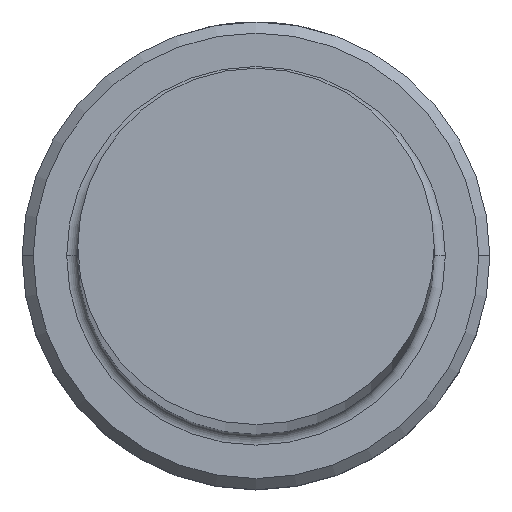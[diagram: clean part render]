
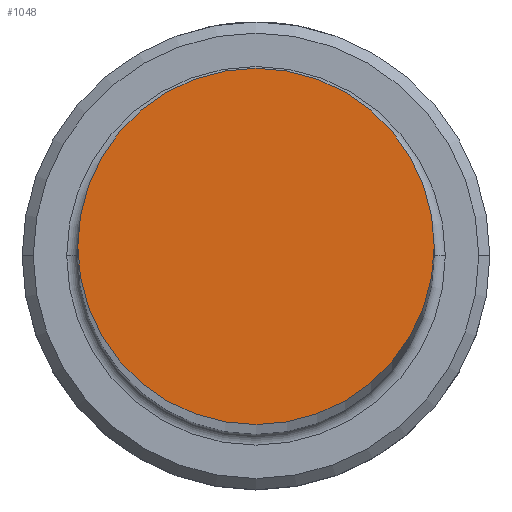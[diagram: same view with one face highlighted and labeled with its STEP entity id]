
A CAD part, top view. The second image highlights one B-rep face of the part: STEP entity #1048.
In plain terms, the highlighted planar face has unit normal (0, 0, 1).
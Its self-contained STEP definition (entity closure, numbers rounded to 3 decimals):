
#136 = AXIS2_PLACEMENT_3D ( 'NONE', #925, #371, #1018 ) ;
#193 = EDGE_LOOP ( 'NONE', ( #682, #503 ) ) ;
#195 = FACE_OUTER_BOUND ( 'NONE', #193, .T. ) ;
#329 = DIRECTION ( 'NONE',  ( 0., 0., 1. ) ) ;
#337 = PLANE ( 'NONE',  #745 ) ;
#371 = DIRECTION ( 'NONE',  ( 0., 0., 1. ) ) ;
#383 = AXIS2_PLACEMENT_3D ( 'NONE', #883, #329, #980 ) ;
#433 = DIRECTION ( 'NONE',  ( 1., 0., 0. ) ) ;
#446 = CIRCLE ( 'NONE', #136, 8. ) ;
#503 = ORIENTED_EDGE ( 'NONE', *, *, #1004, .T. ) ;
#506 = EDGE_CURVE ( 'NONE', #872, #1081, #446, .T. ) ;
#682 = ORIENTED_EDGE ( 'NONE', *, *, #506, .T. ) ;
#698 = CARTESIAN_POINT ( 'NONE',  ( 0., 0., 250. ) ) ;
#745 = AXIS2_PLACEMENT_3D ( 'NONE', #698, #985, #433 ) ;
#797 = CARTESIAN_POINT ( 'NONE',  ( 8., 0., 250. ) ) ;
#872 = VERTEX_POINT ( 'NONE', #940 ) ;
#883 = CARTESIAN_POINT ( 'NONE',  ( 0., 0., 250. ) ) ;
#925 = CARTESIAN_POINT ( 'NONE',  ( 0., 0., 250. ) ) ;
#940 = CARTESIAN_POINT ( 'NONE',  ( -8., 0., 250. ) ) ;
#980 = DIRECTION ( 'NONE',  ( 1., 0., 0. ) ) ;
#985 = DIRECTION ( 'NONE',  ( 0., 0., 1. ) ) ;
#1004 = EDGE_CURVE ( 'NONE', #1081, #872, #1166, .T. ) ;
#1018 = DIRECTION ( 'NONE',  ( 1., 0., 0. ) ) ;
#1048 = ADVANCED_FACE ( 'NONE', ( #195 ), #337, .T. ) ;
#1081 = VERTEX_POINT ( 'NONE', #797 ) ;
#1166 = CIRCLE ( 'NONE', #383, 8. ) ;
